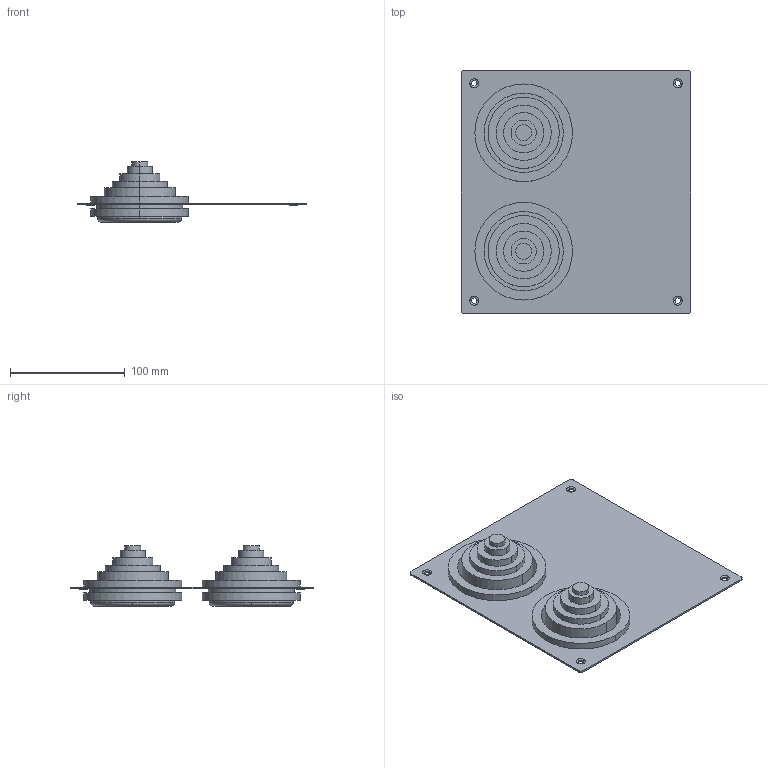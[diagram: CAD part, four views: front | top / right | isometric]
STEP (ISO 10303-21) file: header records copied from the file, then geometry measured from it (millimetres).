
FILE_DESCRIPTION(('STEP AP214'),'1');
FILE_NAME('cctmp_28662DA4-7782-4C72-A7FF-68196B71A96D_2023_07_22_16_00_19_0120..stp','2023-07-22T14:00:19',('SIEMENS A&D'),('CADClick - www.CADClick.com'),'Spatial InterOp 3D postprocessed',' ','unknown authorization');
FILE_SCHEMA(('AUTOMOTIVE_DESIGN'));
Length unit declared in the file: millimetre
Products named in the file (4): cc_unnamed; 2023_07_22_16_00_19_0107; 2023_07_22_16_00_19_0103; 2023_07_22_16_00_19_0100
Assembly tree (3 placements, depth 2):
  cc_unnamed
    2023_07_22_16_00_19_0107
    2023_07_22_16_00_19_0103
    2023_07_22_16_00_19_0100
Bounding box: 200 x 212 x 52.5 mm (x, y, z)
Volume: 149822.5 mm3; surface area: 142534.1 mm2
Topology: 3 solids, 3 shells, 126 faces, 280 edges, 184 vertices
Faces by surface type: cylinder 72, plane 34, torus 16, cone 4
Entity records: 4098 total; most frequent: DIRECTION 732, CARTESIAN_POINT 594, ORIENTED_EDGE 560, AXIS2_PLACEMENT_3D 322, EDGE_CURVE 280, CIRCLE 192, VERTEX_POINT 184, EDGE_LOOP 162
